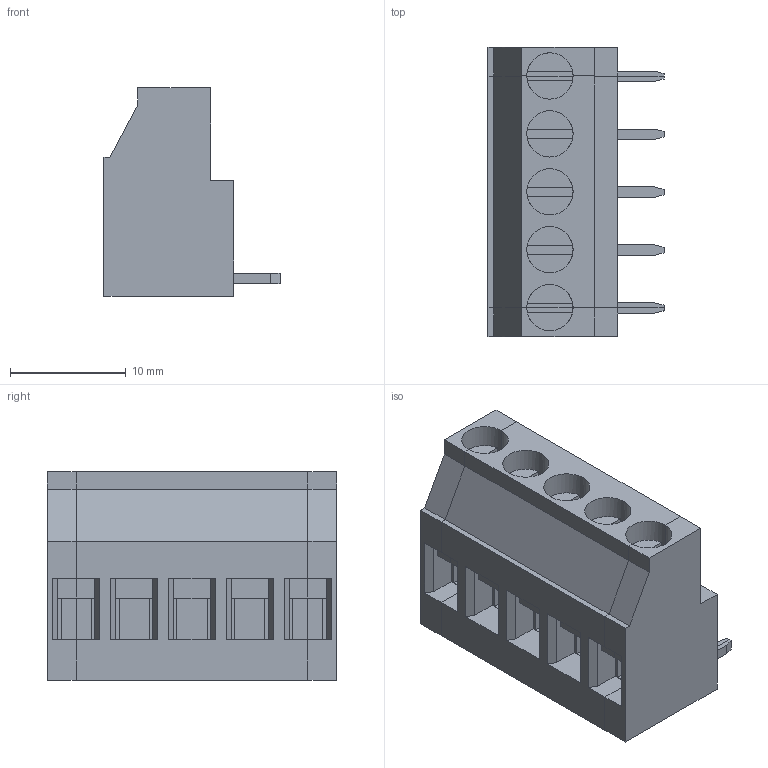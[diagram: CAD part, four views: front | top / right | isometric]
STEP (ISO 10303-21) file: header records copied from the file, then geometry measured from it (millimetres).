
FILE_DESCRIPTION( ( 'Unknown' ), '1' );
FILE_NAME( '691244700005.stp', 'Unknown', ( 'Unknown' ), ( 'Unknown' ), 'PSStep 18.0.17', 'Unknown', ' ' );
FILE_SCHEMA( ( 'AUTOMOTIVE_DESIGN { 1 0 10303 214 1 1 1 1 }' ) );
Length unit declared in the file: millimetre
Products named in the file (4): Assem1; MRT15P5SQ_DX; MRT15P5SQ_SX; 691244700005
Assembly tree (3 placements, depth 2):
  Assem1
    MRT15P5SQ_DX
    MRT15P5SQ_SX
    691244700005
Bounding box: 15.2 x 25 x 18 mm (x, y, z)
Volume: 3727.5 mm3; surface area: 3103.5 mm2
Topology: 3 solids, 3 shells, 201 faces, 558 edges, 372 vertices
Faces by surface type: plane 194, cylinder 7
Full cylindrical faces by diameter (mm): 4 x3
Entity records: 7959 total; most frequent: CARTESIAN_POINT 1126, ORIENTED_EDGE 1104, DIRECTION 993, EDGE_CURVE 552, LINE 521, VECTOR 521, VERTEX_POINT 369, AXIS2_PLACEMENT_3D 236
